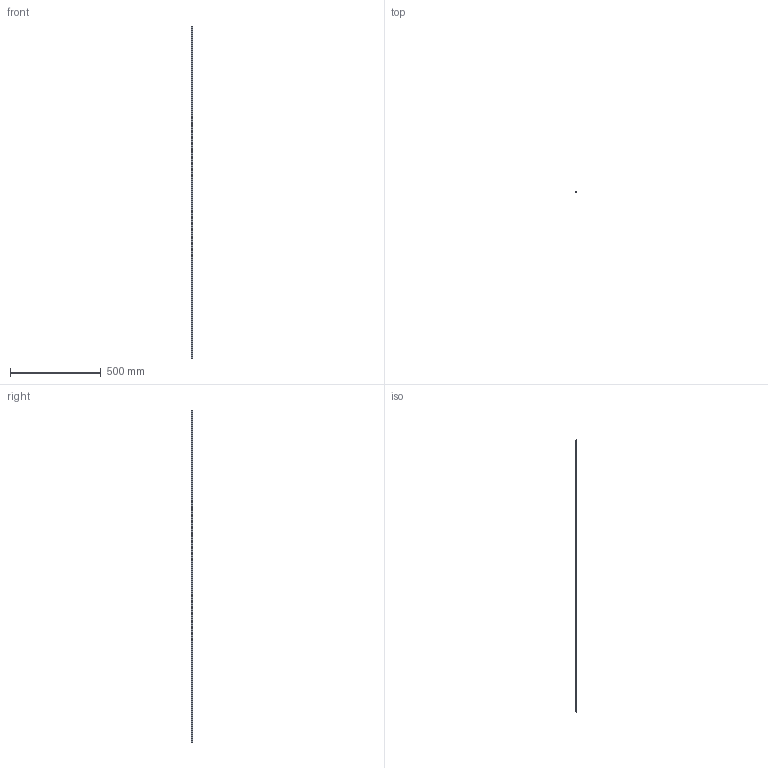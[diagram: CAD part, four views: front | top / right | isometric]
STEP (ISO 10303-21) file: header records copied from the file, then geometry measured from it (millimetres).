
FILE_DESCRIPTION (( 'STEP AP203' ), '1' );
FILE_NAME ('6546K466_Multipurpose 6061 Aluminum Rectangular Tube.STEP', '2023-02-01T19:08:58', ( 'Administrator' ), ( 'Managed by Terraform' ), 'SwSTEP 2.0', 'SolidWorks 2017', '' );
FILE_SCHEMA (( 'CONFIG_CONTROL_DESIGN' ));
Length unit declared in the file: inch
Products named in the file (1): 6546K466_Multipurpose 6061 Aluminum Rectangular Tube
Bounding box: 6.35 x 6.35 x 1828.8 mm (x, y, z)
Volume: 55306.3 mm3; surface area: 69737.8 mm2
Topology: 1 solids, 1 shells, 10 faces, 24 edges, 16 vertices
Faces by surface type: plane 10
Entity records: 371 total; most frequent: CARTESIAN_POINT 51, ORIENTED_EDGE 48, DIRECTION 46, LINE 24, EDGE_CURVE 24, VECTOR 24, VERTEX_POINT 16, EDGE_LOOP 12
